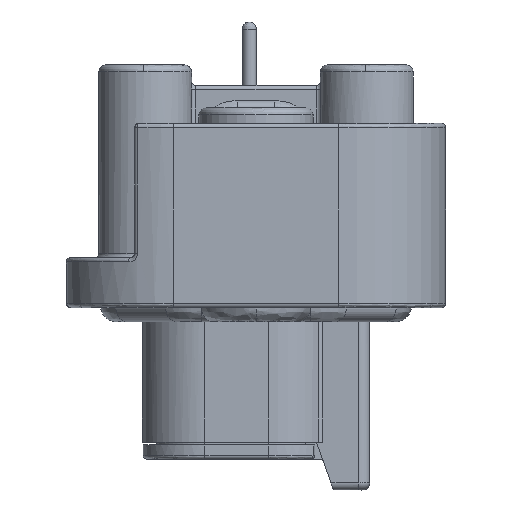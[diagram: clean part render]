
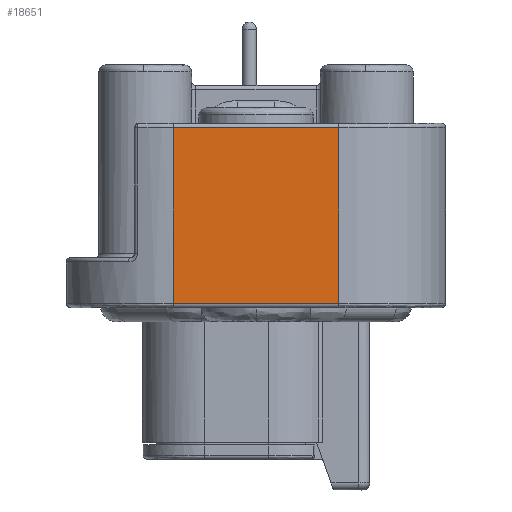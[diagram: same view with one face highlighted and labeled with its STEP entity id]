
A CAD part, front view. The second image highlights one B-rep face of the part: STEP entity #18651.
In plain terms, the highlighted planar face has unit normal (0, -1, 0).
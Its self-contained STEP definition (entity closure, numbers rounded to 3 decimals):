
#594 = VERTEX_POINT ( 'NONE', #19698 ) ;
#759 = LINE ( 'NONE', #17401, #21398 ) ;
#1029 = ORIENTED_EDGE ( 'NONE', *, *, #15439, .T. ) ;
#1383 = CARTESIAN_POINT ( 'NONE',  ( -12.1, -18.409, 22.65 ) ) ;
#1385 = VECTOR ( 'NONE', #8092, 1000. ) ;
#2134 = DIRECTION ( 'NONE',  ( 0., 0., -1. ) ) ;
#3103 = CARTESIAN_POINT ( 'NONE',  ( 7.25, -18.409, 9.85 ) ) ;
#3669 = DIRECTION ( 'NONE',  ( 1., 0., 0. ) ) ;
#5327 = DIRECTION ( 'NONE',  ( 0., 0., -1. ) ) ;
#5579 = ORIENTED_EDGE ( 'NONE', *, *, #16116, .F. ) ;
#7422 = VERTEX_POINT ( 'NONE', #3103 ) ;
#7800 = EDGE_LOOP ( 'NONE', ( #1029, #24674, #5579, #19337 ) ) ;
#8056 = CARTESIAN_POINT ( 'NONE',  ( 7.25, -18.409, 56.739 ) ) ;
#8092 = DIRECTION ( 'NONE',  ( 1., 0., 0. ) ) ;
#8511 = LINE ( 'NONE', #8056, #13724 ) ;
#9204 = VERTEX_POINT ( 'NONE', #19619 ) ;
#9339 = DIRECTION ( 'NONE',  ( 0., -1., 0. ) ) ;
#12185 = VECTOR ( 'NONE', #25448, 1000. ) ;
#13724 = VECTOR ( 'NONE', #2134, 1000. ) ;
#14130 = VERTEX_POINT ( 'NONE', #19690 ) ;
#15439 = EDGE_CURVE ( 'NONE', #14130, #9204, #24827, .T. ) ;
#16116 = EDGE_CURVE ( 'NONE', #594, #7422, #8511, .T. ) ;
#17401 = CARTESIAN_POINT ( 'NONE',  ( -4.585, -18.409, 22.35 ) ) ;
#18103 = AXIS2_PLACEMENT_3D ( 'NONE', #1383, #9339, #5327 ) ;
#18135 = EDGE_CURVE ( 'NONE', #14130, #594, #759, .T. ) ;
#18478 = EDGE_CURVE ( 'NONE', #9204, #7422, #22604, .T. ) ;
#18651 = ADVANCED_FACE ( 'NONE', ( #18908 ), #21247, .T. ) ;
#18908 = FACE_OUTER_BOUND ( 'NONE', #7800, .T. ) ;
#19337 = ORIENTED_EDGE ( 'NONE', *, *, #18135, .F. ) ;
#19441 = CARTESIAN_POINT ( 'NONE',  ( -4.5, -18.409, 22.65 ) ) ;
#19619 = CARTESIAN_POINT ( 'NONE',  ( -4.5, -18.409, 9.85 ) ) ;
#19690 = CARTESIAN_POINT ( 'NONE',  ( -4.5, -18.409, 22.35 ) ) ;
#19698 = CARTESIAN_POINT ( 'NONE',  ( 7.25, -18.409, 22.35 ) ) ;
#21247 = PLANE ( 'NONE',  #18103 ) ;
#21398 = VECTOR ( 'NONE', #3669, 1000. ) ;
#21771 = CARTESIAN_POINT ( 'NONE',  ( -12.1, -18.409, 9.85 ) ) ;
#22604 = LINE ( 'NONE', #21771, #1385 ) ;
#24674 = ORIENTED_EDGE ( 'NONE', *, *, #18478, .T. ) ;
#24827 = LINE ( 'NONE', #19441, #12185 ) ;
#25448 = DIRECTION ( 'NONE',  ( 0., 0., -1. ) ) ;
